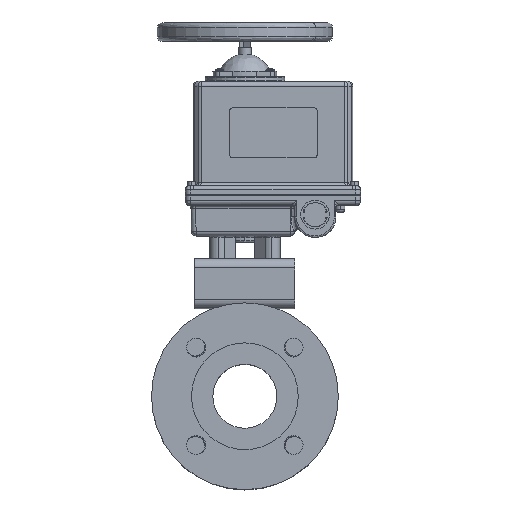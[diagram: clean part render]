
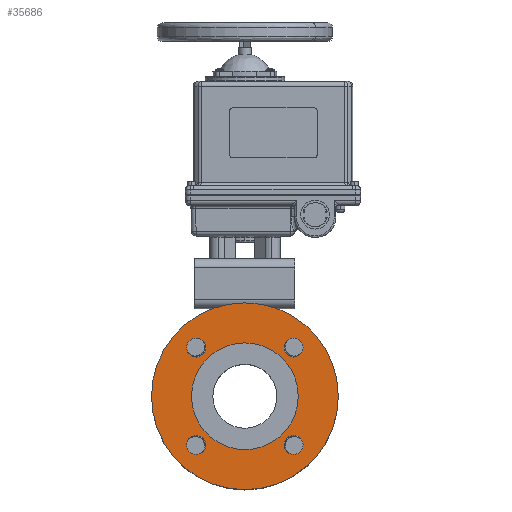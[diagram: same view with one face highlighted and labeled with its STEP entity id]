
A CAD part, top view. The second image highlights one B-rep face of the part: STEP entity #35686.
In plain terms, the highlighted planar face has unit normal (0, 0, 1).
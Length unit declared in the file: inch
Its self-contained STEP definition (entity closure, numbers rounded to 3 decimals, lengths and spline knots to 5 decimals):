
#227 = DIRECTION ( 'NONE',  ( -1., 0., 0. ) ) ;
#296 = CARTESIAN_POINT ( 'NONE',  ( -3.735, 0., 4.011 ) ) ;
#511 = CARTESIAN_POINT ( 'NONE',  ( -2.326, 1.9475, 4.011 ) ) ;
#645 = AXIS2_PLACEMENT_3D ( 'NONE', #36826, #14126, #40645 ) ;
#1223 = EDGE_CURVE ( 'NONE', #32882, #26909, #39149, .T. ) ;
#2930 = CARTESIAN_POINT ( 'NONE',  ( 0., 0., 4.011 ) ) ;
#3647 = DIRECTION ( 'NONE',  ( 0., 1., 0. ) ) ;
#4046 = EDGE_CURVE ( 'NONE', #21025, #14051, #33127, .T. ) ;
#4457 = CIRCLE ( 'NONE', #38226, 0.3785 ) ;
#4871 = CARTESIAN_POINT ( 'NONE',  ( 3.735, 0., 4.011 ) ) ;
#5330 = EDGE_CURVE ( 'NONE', #26909, #32882, #4457, .T. ) ;
#5357 = CARTESIAN_POINT ( 'NONE',  ( 0., 3.735, 4.011 ) ) ;
#5495 = AXIS2_PLACEMENT_3D ( 'NONE', #36769, #14057, #40585 ) ;
#5539 = VERTEX_POINT ( 'NONE', #38882 ) ;
#5923 = EDGE_CURVE ( 'NONE', #20711, #25292, #39399, .T. ) ;
#6515 = EDGE_LOOP ( 'NONE', ( #32535, #29176 ) ) ;
#6542 = FACE_OUTER_BOUND ( 'NONE', #6515, .T. ) ;
#6597 = EDGE_CURVE ( 'NONE', #37488, #38149, #12716, .T. ) ;
#6751 = DIRECTION ( 'NONE',  ( -1., 0., 0. ) ) ;
#7740 = FACE_BOUND ( 'NONE', #30313, .T. ) ;
#7854 = EDGE_LOOP ( 'NONE', ( #19206, #35869 ) ) ;
#7922 = CIRCLE ( 'NONE', #9796, 0.3785 ) ;
#8536 = CARTESIAN_POINT ( 'NONE',  ( 1.569, -1.9475, 4.011 ) ) ;
#9563 = CARTESIAN_POINT ( 'NONE',  ( 2.326, 1.9475, 4.011 ) ) ;
#9796 = AXIS2_PLACEMENT_3D ( 'NONE', #49098, #26377, #3647 ) ;
#10025 = EDGE_CURVE ( 'NONE', #28200, #17172, #17222, .T. ) ;
#11405 = CARTESIAN_POINT ( 'NONE',  ( -1.9475, -1.9475, 4.011 ) ) ;
#12716 = CIRCLE ( 'NONE', #44656, 0.3785 ) ;
#13281 = EDGE_LOOP ( 'NONE', ( #21847, #18551 ) ) ;
#13784 = ORIENTED_EDGE ( 'NONE', *, *, #6597, .F. ) ;
#14051 = VERTEX_POINT ( 'NONE', #4871 ) ;
#14057 = DIRECTION ( 'NONE',  ( 0., 0., 1. ) ) ;
#14126 = DIRECTION ( 'NONE',  ( 0., 0., -1. ) ) ;
#14227 = DIRECTION ( 'NONE',  ( 0., 0., 1. ) ) ;
#15198 = DIRECTION ( 'NONE',  ( -1., 0., 0. ) ) ;
#15318 = DIRECTION ( 'NONE',  ( 0., 0., 1. ) ) ;
#15845 = CARTESIAN_POINT ( 'NONE',  ( 1.9475, 1.9475, 4.011 ) ) ;
#15900 = ORIENTED_EDGE ( 'NONE', *, *, #5923, .F. ) ;
#16012 = AXIS2_PLACEMENT_3D ( 'NONE', #18818, #45359, #22627 ) ;
#16041 = DIRECTION ( 'NONE',  ( 0., 0., 1. ) ) ;
#16501 = EDGE_LOOP ( 'NONE', ( #41841, #15900 ) ) ;
#16586 = AXIS2_PLACEMENT_3D ( 'NONE', #2930, #29475, #6751 ) ;
#16616 = FACE_BOUND ( 'NONE', #7854, .T. ) ;
#17172 = VERTEX_POINT ( 'NONE', #39722 ) ;
#17222 = CIRCLE ( 'NONE', #26641, 2.134 ) ;
#17282 = AXIS2_PLACEMENT_3D ( 'NONE', #38741, #16041, #42572 ) ;
#18430 = CARTESIAN_POINT ( 'NONE',  ( 2.134, 0., 4.011 ) ) ;
#18551 = ORIENTED_EDGE ( 'NONE', *, *, #25511, .F. ) ;
#18818 = CARTESIAN_POINT ( 'NONE',  ( -1.9475, 1.9475, 4.011 ) ) ;
#19206 = ORIENTED_EDGE ( 'NONE', *, *, #35863, .T. ) ;
#19556 = ORIENTED_EDGE ( 'NONE', *, *, #5330, .F. ) ;
#19617 = EDGE_CURVE ( 'NONE', #14051, #21025, #27496, .T. ) ;
#19682 = DIRECTION ( 'NONE',  ( 1., 0., 0. ) ) ;
#20273 = CARTESIAN_POINT ( 'NONE',  ( 0., 0., 4.011 ) ) ;
#20328 = EDGE_CURVE ( 'NONE', #25292, #20711, #7922, .T. ) ;
#20617 = DIRECTION ( 'NONE',  ( 0., 0., 1. ) ) ;
#20711 = VERTEX_POINT ( 'NONE', #511 ) ;
#21025 = VERTEX_POINT ( 'NONE', #296 ) ;
#21250 = AXIS2_PLACEMENT_3D ( 'NONE', #15845, #42393, #19682 ) ;
#21847 = ORIENTED_EDGE ( 'NONE', *, *, #28581, .F. ) ;
#22455 = CARTESIAN_POINT ( 'NONE',  ( 0., 0., 4.011 ) ) ;
#22627 = DIRECTION ( 'NONE',  ( 0., 1., 0. ) ) ;
#24078 = DIRECTION ( 'NONE',  ( -1., 0., 0. ) ) ;
#24388 = AXIS2_PLACEMENT_3D ( 'NONE', #22455, #48994, #26270 ) ;
#25292 = VERTEX_POINT ( 'NONE', #25524 ) ;
#25383 = CIRCLE ( 'NONE', #5495, 0.3785 ) ;
#25511 = EDGE_CURVE ( 'NONE', #38647, #5539, #33257, .T. ) ;
#25524 = CARTESIAN_POINT ( 'NONE',  ( -1.569, 1.9475, 4.011 ) ) ;
#26270 = DIRECTION ( 'NONE',  ( -1., 0., 0. ) ) ;
#26377 = DIRECTION ( 'NONE',  ( 0., 0., 1. ) ) ;
#26641 = AXIS2_PLACEMENT_3D ( 'NONE', #20273, #46805, #24078 ) ;
#26738 = FACE_BOUND ( 'NONE', #42247, .T. ) ;
#26909 = VERTEX_POINT ( 'NONE', #46310 ) ;
#27496 = CIRCLE ( 'NONE', #24388, 3.735 ) ;
#27671 = AXIS2_PLACEMENT_3D ( 'NONE', #41854, #15318, #227 ) ;
#27923 = FACE_BOUND ( 'NONE', #13281, .T. ) ;
#28200 = VERTEX_POINT ( 'NONE', #18430 ) ;
#28581 = EDGE_CURVE ( 'NONE', #5539, #38647, #25383, .T. ) ;
#29176 = ORIENTED_EDGE ( 'NONE', *, *, #19617, .F. ) ;
#29475 = DIRECTION ( 'NONE',  ( 0., 0., -1. ) ) ;
#29567 = AXIS2_PLACEMENT_3D ( 'NONE', #5357, #20617, #47152 ) ;
#30313 = EDGE_LOOP ( 'NONE', ( #44027, #19556 ) ) ;
#32535 = ORIENTED_EDGE ( 'NONE', *, *, #4046, .F. ) ;
#32882 = VERTEX_POINT ( 'NONE', #37091 ) ;
#33127 = CIRCLE ( 'NONE', #16586, 3.735 ) ;
#33214 = CIRCLE ( 'NONE', #645, 2.134 ) ;
#33257 = CIRCLE ( 'NONE', #17282, 0.3785 ) ;
#33487 = CIRCLE ( 'NONE', #21250, 0.3785 ) ;
#35686 = ADVANCED_FACE ( 'NONE', ( #36787, #7740, #27923, #26738, #16616, #6542 ), #39480, .T. ) ;
#35863 = EDGE_CURVE ( 'NONE', #17172, #28200, #33214, .T. ) ;
#35869 = ORIENTED_EDGE ( 'NONE', *, *, #10025, .T. ) ;
#36769 = CARTESIAN_POINT ( 'NONE',  ( 1.9475, -1.9475, 4.011 ) ) ;
#36787 = FACE_BOUND ( 'NONE', #16501, .T. ) ;
#36826 = CARTESIAN_POINT ( 'NONE',  ( 0., 0., 4.011 ) ) ;
#36944 = CARTESIAN_POINT ( 'NONE',  ( 1.9475, 1.9475, 4.011 ) ) ;
#37091 = CARTESIAN_POINT ( 'NONE',  ( -1.569, -1.9475, 4.011 ) ) ;
#37488 = VERTEX_POINT ( 'NONE', #46794 ) ;
#37928 = DIRECTION ( 'NONE',  ( 0., 0., 1. ) ) ;
#38149 = VERTEX_POINT ( 'NONE', #9563 ) ;
#38226 = AXIS2_PLACEMENT_3D ( 'NONE', #11405, #37928, #15198 ) ;
#38647 = VERTEX_POINT ( 'NONE', #8536 ) ;
#38741 = CARTESIAN_POINT ( 'NONE',  ( 1.9475, -1.9475, 4.011 ) ) ;
#38882 = CARTESIAN_POINT ( 'NONE',  ( 2.326, -1.9475, 4.011 ) ) ;
#39149 = CIRCLE ( 'NONE', #27671, 0.3785 ) ;
#39399 = CIRCLE ( 'NONE', #16012, 0.3785 ) ;
#39480 = PLANE ( 'NONE',  #29567 ) ;
#39722 = CARTESIAN_POINT ( 'NONE',  ( -2.134, 0., 4.011 ) ) ;
#40585 = DIRECTION ( 'NONE',  ( 0., -1., 0. ) ) ;
#40645 = DIRECTION ( 'NONE',  ( -1., 0., 0. ) ) ;
#40752 = DIRECTION ( 'NONE',  ( 1., 0., 0. ) ) ;
#41084 = ORIENTED_EDGE ( 'NONE', *, *, #44882, .F. ) ;
#41841 = ORIENTED_EDGE ( 'NONE', *, *, #20328, .F. ) ;
#41854 = CARTESIAN_POINT ( 'NONE',  ( -1.9475, -1.9475, 4.011 ) ) ;
#42247 = EDGE_LOOP ( 'NONE', ( #41084, #13784 ) ) ;
#42393 = DIRECTION ( 'NONE',  ( 0., 0., 1. ) ) ;
#42572 = DIRECTION ( 'NONE',  ( 0., -1., 0. ) ) ;
#44027 = ORIENTED_EDGE ( 'NONE', *, *, #1223, .F. ) ;
#44656 = AXIS2_PLACEMENT_3D ( 'NONE', #36944, #14227, #40752 ) ;
#44882 = EDGE_CURVE ( 'NONE', #38149, #37488, #33487, .T. ) ;
#45359 = DIRECTION ( 'NONE',  ( 0., 0., 1. ) ) ;
#46310 = CARTESIAN_POINT ( 'NONE',  ( -2.326, -1.9475, 4.011 ) ) ;
#46794 = CARTESIAN_POINT ( 'NONE',  ( 1.569, 1.9475, 4.011 ) ) ;
#46805 = DIRECTION ( 'NONE',  ( 0., 0., -1. ) ) ;
#47152 = DIRECTION ( 'NONE',  ( 1., 0., 0. ) ) ;
#48994 = DIRECTION ( 'NONE',  ( 0., 0., -1. ) ) ;
#49098 = CARTESIAN_POINT ( 'NONE',  ( -1.9475, 1.9475, 4.011 ) ) ;
